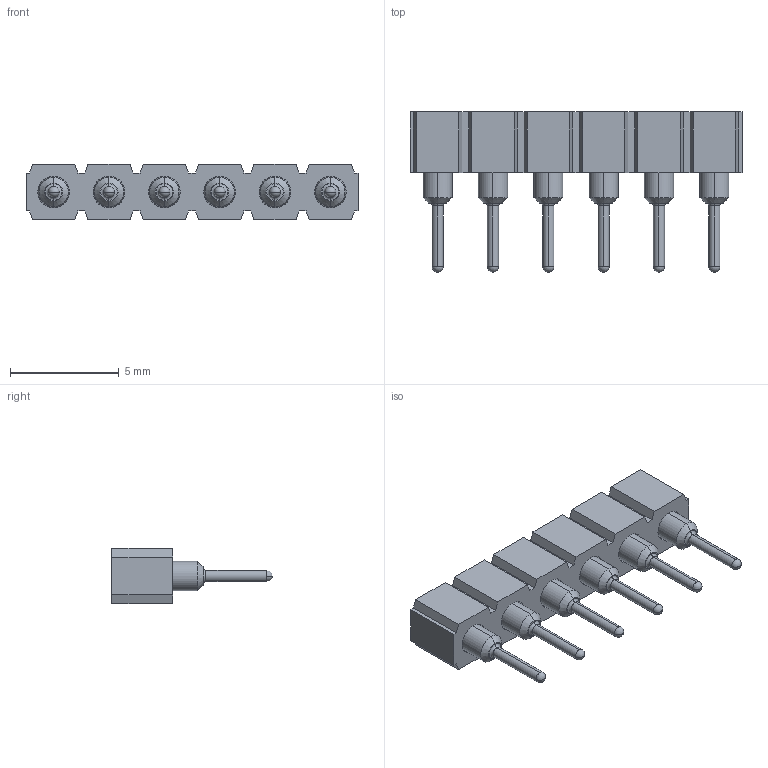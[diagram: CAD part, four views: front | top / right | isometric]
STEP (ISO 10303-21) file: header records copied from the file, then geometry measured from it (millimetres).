
FILE_DESCRIPTION (( 'STEP AP214' ), '1' );
FILE_NAME ('mill-max-319-10-106-00-006000.step', '2020-01-10T09:39:55', ( '' ), ( '' ), 'SwSTEP 2.0', 'SolidWorks 2019', '' );
FILE_SCHEMA (( 'AUTOMOTIVE_DESIGN' ));
Length unit declared in the file: inch
Products named in the file (3): mill-max-319-10-106-00-006000_P3XX-11-010-00-000000_P306-11-010-00-000000; mill-max-319-10-106-00-006000_1948_1948-0-00-15-00-00-03-0; mill-max-319-10-106-00-006000
Assembly tree (7 placements, depth 2):
  mill-max-319-10-106-00-006000
    mill-max-319-10-106-00-006000_P3XX-11-010-00-000000_P306-11-010-00-000000
    mill-max-319-10-106-00-006000_1948_1948-0-00-15-00-00-03-0  x6
Bounding box: 15.24 x 7.37 x 2.54 mm (x, y, z)
Volume: 111.1 mm3; surface area: 420 mm2
Topology: 7 solids, 7 shells, 228 faces, 540 edges, 332 vertices
Faces by surface type: cylinder 84, plane 84, cone 36, torus 12, sphere 12
Entity records: 3460 total; most frequent: DIRECTION 592, CARTESIAN_POINT 576, ORIENTED_EDGE 552, EDGE_CURVE 276, AXIS2_PLACEMENT_3D 198, VECTOR 196, LINE 196, VERTEX_POINT 182
